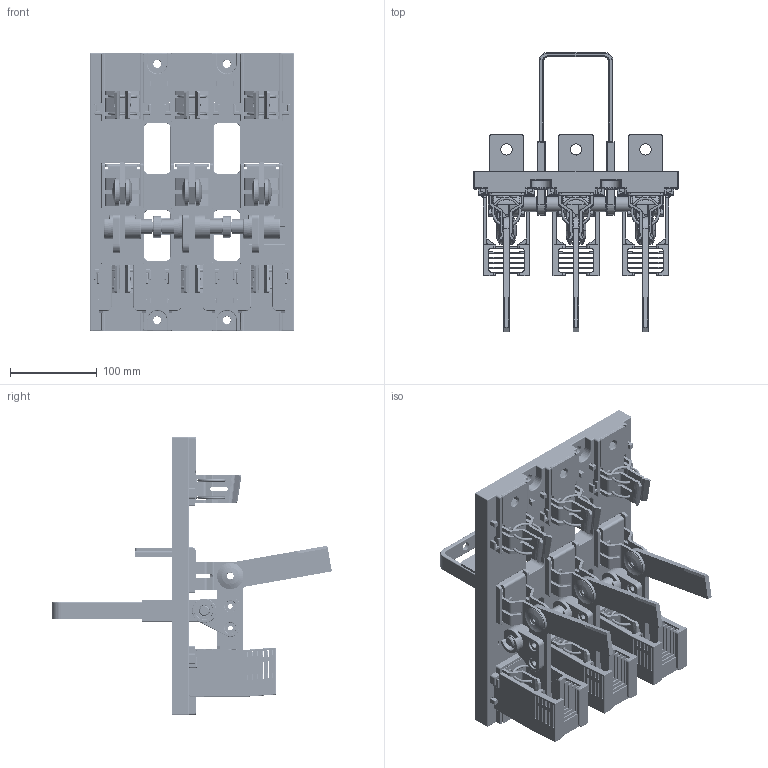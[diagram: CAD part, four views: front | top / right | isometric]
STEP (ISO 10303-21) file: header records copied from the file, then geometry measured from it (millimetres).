
FILE_DESCRIPTION((''),'2;1');
FILE_NAME('ASM0001_ASM','2024-08-01T',('Administrator'),(''),'PRO/ENGINEER BY PARAMETRIC TECHNOLOGY CORPORATION, 2009440','PRO/ENGINEER BY PARAMETRIC TECHNOLOGY CORPORATION, 2009440','');
FILE_SCHEMA(('CONFIG_CONTROL_DESIGN'));
Products named in the file (16): DIBAN; HOUCHUTOU; QIANCHUTOU; CHUTOU; KAHUANG; JUEYUANJIAN; ZHOU10; JUANYUANTAO; LAGAN; PANXINGTANHANG; GEHUBAN; MIEHUPIAN; MIEHUSHI_ASM; ZHUTAO; YANBAN; ASM0001_ASM
Assembly tree (55 placements, depth 3):
  ASM0001_ASM
    DIBAN
    HOUCHUTOU  x3
    QIANCHUTOU  x6
    CHUTOU  x3
    KAHUANG  x12
    JUEYUANJIAN  x3
    ZHOU10
    JUANYUANTAO  x2
    LAGAN
    PANXINGTANHANG  x6
    MIEHUSHI_ASM  x3
      GEHUBAN
      MIEHUPIAN
    ZHUTAO  x4
    YANBAN  x3
Bounding box: 235 x 321.84 x 320 mm (x, y, z)
Volume: 1488667.1 mm3; surface area: 756496.8 mm2
Topology: 69 solids, 69 shells, 5026 faces, 13692 edges, 8663 vertices
Faces by surface type: plane 2393, cylinder 1825, torus 459, bspline 147, sphere 134, cone 64, extrusion 4
Entity records: 87611 total; most frequent: CARTESIAN_POINT 20052, DIRECTION 14347, ORIENTED_EDGE 14022, EDGE_CURVE 7011, AXIS2_PLACEMENT_3D 5079, VERTEX_POINT 4415, VECTOR 4189, LINE 4185
